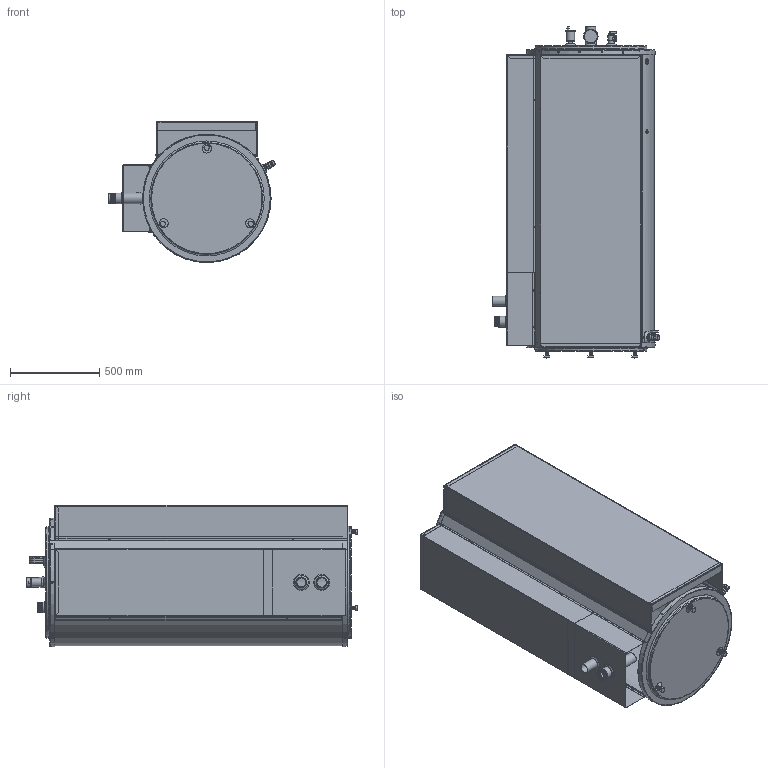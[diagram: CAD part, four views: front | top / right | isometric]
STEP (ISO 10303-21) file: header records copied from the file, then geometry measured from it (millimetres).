
FILE_DESCRIPTION (( 'STEP AP214' ), '1' );
FILE_NAME ('Combomax 109.STEP', '2019-09-26T15:43:34', ( '' ), ( '' ), 'SwSTEP 2.0', 'SolidWorks 2019', '' );
FILE_SCHEMA (( 'AUTOMOTIVE_DESIGN' ));
Length unit declared in the file: inch
Products named in the file (1): Combomax 109
Bounding box: 936.33 x 1857.53 x 791.33 mm (x, y, z)
Volume: 5855295 mm3; surface area: 13267898.1 mm2
Topology: 71 solids, 71 shells, 3078 faces, 6965 edges, 4113 vertices
Faces by surface type: plane 1197, cone 891, cylinder 763, bspline 127, torus 85, sphere 15
Full cylindrical faces by diameter (mm): 2.54 x4, 3.566 x308, 4.762 x19, 4.763 x5, 4.826 x28, 5.08 x6, 5.105 x12, 7.493 x2, 7.937 x2, 9.474 x28, 9.525 x2, 11.113 x1, 12.065 x1, 12.7 x1, 13.97 x1, 14.097 x1, 14.288 x1, 15.037 x1, 19.05 x72, 20.93 x1, 20.955 x1, 21.59 x2, 22.225 x2, 23.012 x3, 25.4 x4, 26.67 x1, 30.353 x1, 32.131 x1, 32.69 x1, 33.338 x1
Entity records: 143579 total; most frequent: CARTESIAN_POINT 40230, DIRECTION 12968, ORIENTED_EDGE 10932, EDGE_CURVE 5466, AXIS2_PLACEMENT_3D 5109, EDGE_LOOP 4730, VERTEX_POINT 4036, FACE_OUTER_BOUND 3696
